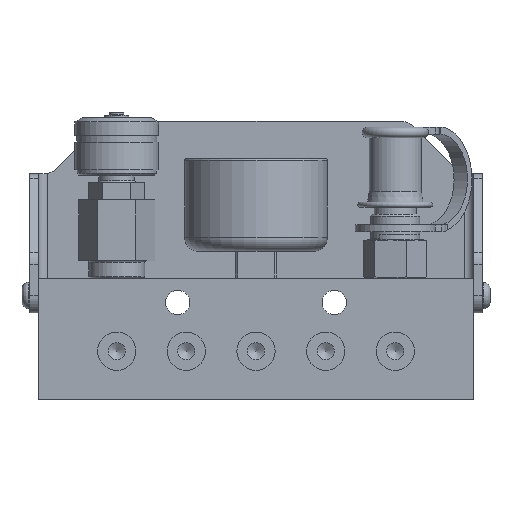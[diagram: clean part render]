
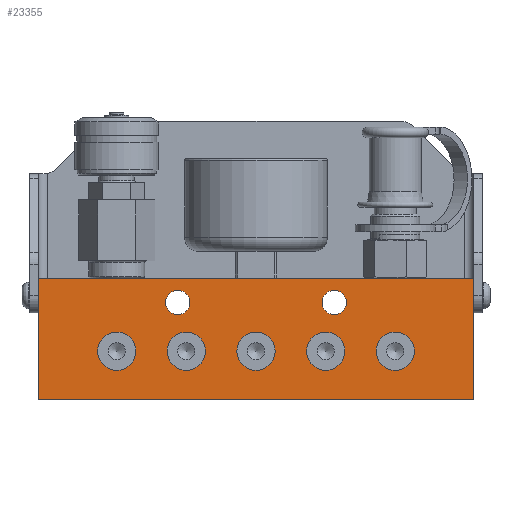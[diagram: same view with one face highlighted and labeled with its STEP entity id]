
A CAD part, front view. The second image highlights one B-rep face of the part: STEP entity #23355.
In plain terms, the highlighted face is planar.
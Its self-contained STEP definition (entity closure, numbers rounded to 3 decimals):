
#328=CIRCLE('',#24696,5.5);
#339=CIRCLE('',#24719,5.5);
#350=CIRCLE('',#24742,5.5);
#361=CIRCLE('',#24765,5.5);
#372=CIRCLE('',#24788,5.5);
#398=CIRCLE('',#24840,3.5);
#401=CIRCLE('',#24846,3.5);
#721=FACE_BOUND('',#3943,.T.);
#722=FACE_BOUND('',#3944,.T.);
#723=FACE_BOUND('',#3945,.T.);
#724=FACE_BOUND('',#3946,.T.);
#725=FACE_BOUND('',#3947,.T.);
#726=FACE_BOUND('',#3948,.T.);
#727=FACE_BOUND('',#3949,.T.);
#2549=FACE_OUTER_BOUND('',#3942,.T.);
#3942=EDGE_LOOP('',(#16554,#16555,#16556,#16557));
#3943=EDGE_LOOP('',(#16558));
#3944=EDGE_LOOP('',(#16559));
#3945=EDGE_LOOP('',(#16560));
#3946=EDGE_LOOP('',(#16561));
#3947=EDGE_LOOP('',(#16562));
#3948=EDGE_LOOP('',(#16563));
#3949=EDGE_LOOP('',(#16564));
#5548=LINE('',#33250,#7684);
#5550=LINE('',#33254,#7686);
#5551=LINE('',#33256,#7687);
#5552=LINE('',#33257,#7688);
#7684=VECTOR('',#26850,10.);
#7686=VECTOR('',#26854,10.);
#7687=VECTOR('',#26855,10.);
#7688=VECTOR('',#26856,10.);
#9779=VERTEX_POINT('',#32909);
#9793=VERTEX_POINT('',#32955);
#9807=VERTEX_POINT('',#33001);
#9821=VERTEX_POINT('',#33047);
#9835=VERTEX_POINT('',#33093);
#9865=VERTEX_POINT('',#33195);
#9868=VERTEX_POINT('',#33206);
#9881=VERTEX_POINT('',#33247);
#9882=VERTEX_POINT('',#33249);
#9883=VERTEX_POINT('',#33253);
#9884=VERTEX_POINT('',#33255);
#12263=EDGE_CURVE('',#9779,#9779,#328,.T.);
#12283=EDGE_CURVE('',#9793,#9793,#339,.T.);
#12303=EDGE_CURVE('',#9807,#9807,#350,.T.);
#12323=EDGE_CURVE('',#9821,#9821,#361,.T.);
#12343=EDGE_CURVE('',#9835,#9835,#372,.T.);
#12390=EDGE_CURVE('',#9865,#9865,#398,.T.);
#12395=EDGE_CURVE('',#9868,#9868,#401,.T.);
#12413=EDGE_CURVE('',#9882,#9881,#5548,.T.);
#12415=EDGE_CURVE('',#9881,#9883,#5550,.T.);
#12416=EDGE_CURVE('',#9884,#9883,#5551,.T.);
#12417=EDGE_CURVE('',#9882,#9884,#5552,.T.);
#16554=ORIENTED_EDGE('',*,*,#12415,.T.);
#16555=ORIENTED_EDGE('',*,*,#12416,.F.);
#16556=ORIENTED_EDGE('',*,*,#12417,.F.);
#16557=ORIENTED_EDGE('',*,*,#12413,.T.);
#16558=ORIENTED_EDGE('',*,*,#12263,.T.);
#16559=ORIENTED_EDGE('',*,*,#12283,.T.);
#16560=ORIENTED_EDGE('',*,*,#12303,.T.);
#16561=ORIENTED_EDGE('',*,*,#12323,.T.);
#16562=ORIENTED_EDGE('',*,*,#12343,.T.);
#16563=ORIENTED_EDGE('',*,*,#12390,.T.);
#16564=ORIENTED_EDGE('',*,*,#12395,.T.);
#22158=PLANE('',#24865);
#23355=ADVANCED_FACE('',(#2549,#721,#722,#723,#724,#725,#726,#727),#22158,
 .T.);
#24696=AXIS2_PLACEMENT_3D('',#32910,#26444,#26445);
#24719=AXIS2_PLACEMENT_3D('',#32956,#26499,#26500);
#24742=AXIS2_PLACEMENT_3D('',#33002,#26554,#26555);
#24765=AXIS2_PLACEMENT_3D('',#33048,#26609,#26610);
#24788=AXIS2_PLACEMENT_3D('',#33094,#26664,#26665);
#24840=AXIS2_PLACEMENT_3D('',#33197,#26789,#26790);
#24846=AXIS2_PLACEMENT_3D('',#33208,#26803,#26804);
#24865=AXIS2_PLACEMENT_3D('',#33252,#26852,#26853);
#26444=DIRECTION('center_axis',(1.,0.,0.));
#26445=DIRECTION('ref_axis',(0.,0.,1.));
#26499=DIRECTION('center_axis',(1.,0.,0.));
#26500=DIRECTION('ref_axis',(0.,0.,1.));
#26554=DIRECTION('center_axis',(1.,0.,0.));
#26555=DIRECTION('ref_axis',(0.,0.,1.));
#26609=DIRECTION('center_axis',(1.,0.,0.));
#26610=DIRECTION('ref_axis',(0.,0.,1.));
#26664=DIRECTION('center_axis',(1.,0.,0.));
#26665=DIRECTION('ref_axis',(0.,0.,1.));
#26789=DIRECTION('center_axis',(1.,0.,0.));
#26790=DIRECTION('ref_axis',(0.,0.,-1.));
#26803=DIRECTION('center_axis',(1.,0.,0.));
#26804=DIRECTION('ref_axis',(0.,0.,-1.));
#26850=DIRECTION('',(0.,0.,1.));
#26852=DIRECTION('center_axis',(-1.,0.,0.));
#26853=DIRECTION('ref_axis',(0.,0.,1.));
#26854=DIRECTION('',(0.,1.,0.));
#26855=DIRECTION('',(0.,0.,1.));
#26856=DIRECTION('',(0.,1.,0.));
#32909=CARTESIAN_POINT('',(-7.31,-5.219,97.));
#32910=CARTESIAN_POINT('Origin',(-7.31,-5.219,102.5));
#32955=CARTESIAN_POINT('',(-7.31,-5.219,77.));
#32956=CARTESIAN_POINT('Origin',(-7.31,-5.219,82.5));
#33001=CARTESIAN_POINT('',(-7.31,-5.219,57.));
#33002=CARTESIAN_POINT('Origin',(-7.31,-5.219,62.5));
#33047=CARTESIAN_POINT('',(-7.31,-5.219,37.));
#33048=CARTESIAN_POINT('Origin',(-7.31,-5.219,42.5));
#33093=CARTESIAN_POINT('',(-7.31,-5.219,17.));
#33094=CARTESIAN_POINT('Origin',(-7.31,-5.219,22.5));
#33195=CARTESIAN_POINT('',(-7.31,8.781,88.5));
#33197=CARTESIAN_POINT('Origin',(-7.31,8.781,85.));
#33206=CARTESIAN_POINT('',(-7.31,8.781,43.5));
#33208=CARTESIAN_POINT('Origin',(-7.31,8.781,40.));
#33247=CARTESIAN_POINT('',(-7.31,-19.219,125.));
#33249=CARTESIAN_POINT('',(-7.31,-19.219,0.));
#33250=CARTESIAN_POINT('',(-7.31,-19.219,0.));
#33252=CARTESIAN_POINT('Origin',(-7.31,-19.219,0.));
#33253=CARTESIAN_POINT('',(-7.31,15.781,125.));
#33254=CARTESIAN_POINT('',(-7.31,-19.219,125.));
#33255=CARTESIAN_POINT('',(-7.31,15.781,0.));
#33256=CARTESIAN_POINT('',(-7.31,15.781,0.));
#33257=CARTESIAN_POINT('',(-7.31,-19.219,0.));
